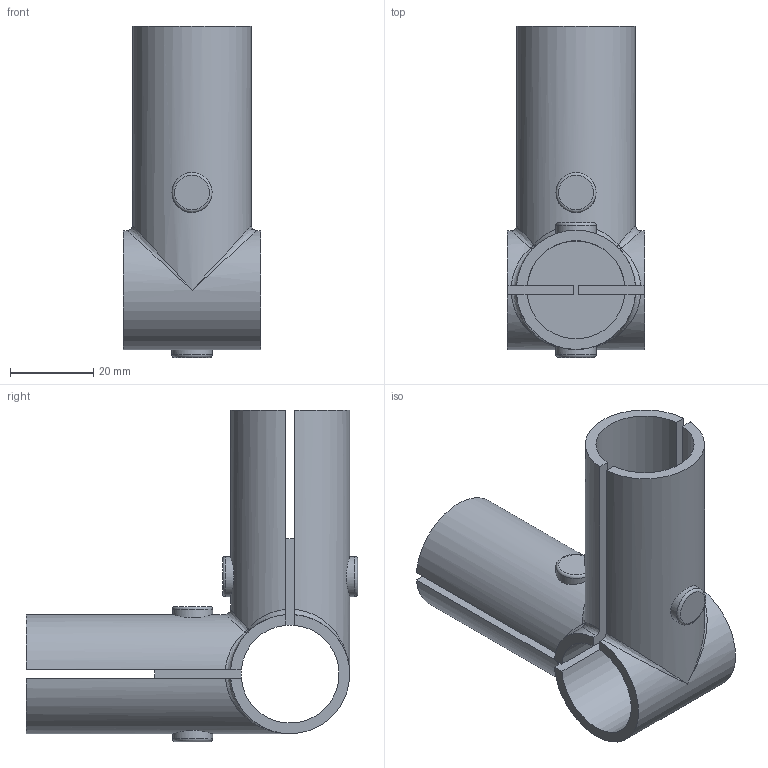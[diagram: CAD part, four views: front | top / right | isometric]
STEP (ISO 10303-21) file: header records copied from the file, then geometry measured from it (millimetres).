
FILE_DESCRIPTION(/* description */ (''),/* implementation_level */ '2;1');
FILE_NAME(/* name */ '90 Degree Connector Design Connector v2.step',/* time_stamp */ '2019-07-17T21:37:01-04:00',/* author */ (''),/* organization */ (''),/* preprocessor_version */ 'ST-DEVELOPER v18',/* originating_system */ 'Autodesk Translation Framework v8.2.0.1029',/* authorisation */ '');
FILE_SCHEMA (('AUTOMOTIVE_DESIGN { 1 0 10303 214 3 1 1 }'));
Length unit declared in the file: inch
Products named in the file (1): 90 Degree Design Connector
Bounding box: 33.02 x 79.76 x 79.76 mm (x, y, z)
Volume: 43192.5 mm3; surface area: 22151.9 mm2
Topology: 1 solids, 1 shells, 57 faces, 159 edges, 102 vertices
Faces by surface type: plane 26, cylinder 16, bspline 9, torus 4, sphere 2
Full cylindrical faces by diameter (mm): 9.652 x4, 23.622 x1
Entity records: 2401 total; most frequent: CARTESIAN_POINT 907, ORIENTED_EDGE 310, DIRECTION 307, EDGE_CURVE 155, AXIS2_PLACEMENT_3D 117, VERTEX_POINT 102, LINE 73, VECTOR 73
